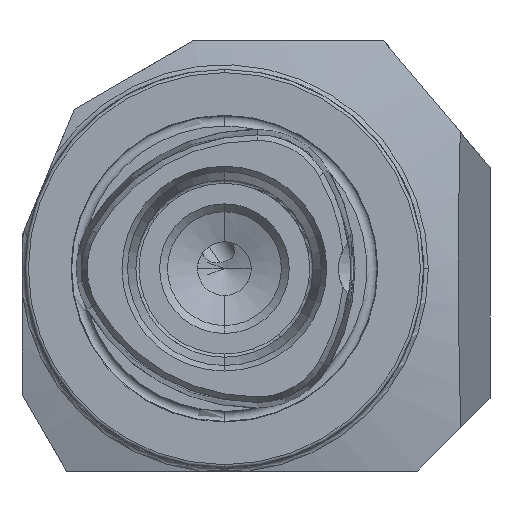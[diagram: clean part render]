
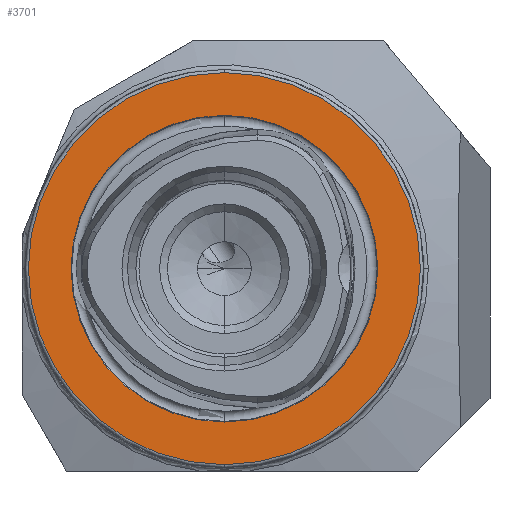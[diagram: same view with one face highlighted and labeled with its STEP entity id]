
A CAD part, left-side view. The second image highlights one B-rep face of the part: STEP entity #3701.
In plain terms, the highlighted planar face has unit normal (-1, 0, 0).
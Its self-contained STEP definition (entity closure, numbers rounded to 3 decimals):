
#3111 = EDGE_LOOP ( 'NONE', ( #33861, #11703 ) ) ;
#3701 = ADVANCED_FACE ( 'NONE', ( #21097, #37052 ), #29155, .F. ) ;
#5952 = CIRCLE ( 'NONE', #33564, 31. ) ;
#7790 = VERTEX_POINT ( 'NONE', #30768 ) ;
#8241 = CIRCLE ( 'NONE', #13475, 24.25 ) ;
#9393 = DIRECTION ( 'NONE',  ( -1., 0., 0. ) ) ;
#9576 = CARTESIAN_POINT ( 'NONE',  ( 0., 24.25, 0. ) ) ;
#10908 = DIRECTION ( 'NONE',  ( -1., 0., 0. ) ) ;
#11463 = EDGE_CURVE ( 'NONE', #24423, #12412, #5952, .T. ) ;
#11703 = ORIENTED_EDGE ( 'NONE', *, *, #11463, .T. ) ;
#12412 = VERTEX_POINT ( 'NONE', #16868 ) ;
#12560 = DIRECTION ( 'NONE',  ( 1., 0., 0. ) ) ;
#13205 = DIRECTION ( 'NONE',  ( -1., 0., 0. ) ) ;
#13475 = AXIS2_PLACEMENT_3D ( 'NONE', #31147, #13205, #34180 ) ;
#13758 = EDGE_CURVE ( 'NONE', #7790, #27211, #24089, .T. ) ;
#14673 = CARTESIAN_POINT ( 'NONE',  ( 0., 0., 0. ) ) ;
#14860 = EDGE_LOOP ( 'NONE', ( #33343, #33476 ) ) ;
#16868 = CARTESIAN_POINT ( 'NONE',  ( 0., 0., 31. ) ) ;
#17668 = DIRECTION ( 'NONE',  ( 0., 0., 1. ) ) ;
#21097 = FACE_BOUND ( 'NONE', #14860, .T. ) ;
#21374 = EDGE_CURVE ( 'NONE', #27211, #7790, #8241, .T. ) ;
#23413 = CARTESIAN_POINT ( 'NONE',  ( 0., 0., -31. ) ) ;
#24089 = CIRCLE ( 'NONE', #27086, 24.25 ) ;
#24303 = AXIS2_PLACEMENT_3D ( 'NONE', #27331, #9393, #30338 ) ;
#24423 = VERTEX_POINT ( 'NONE', #23413 ) ;
#24686 = EDGE_CURVE ( 'NONE', #12412, #24423, #36695, .T. ) ;
#27086 = AXIS2_PLACEMENT_3D ( 'NONE', #14673, #35639, #17668 ) ;
#27211 = VERTEX_POINT ( 'NONE', #37675 ) ;
#27331 = CARTESIAN_POINT ( 'NONE',  ( 0., 0., 0. ) ) ;
#28833 = CARTESIAN_POINT ( 'NONE',  ( 0., 0., 0. ) ) ;
#29155 = PLANE ( 'NONE',  #33851 ) ;
#30338 = DIRECTION ( 'NONE',  ( 0., 0., 1. ) ) ;
#30768 = CARTESIAN_POINT ( 'NONE',  ( 0., 0., 24.25 ) ) ;
#31147 = CARTESIAN_POINT ( 'NONE',  ( 0., 0., 0. ) ) ;
#31849 = DIRECTION ( 'NONE',  ( 0., 0., 1. ) ) ;
#33343 = ORIENTED_EDGE ( 'NONE', *, *, #13758, .F. ) ;
#33476 = ORIENTED_EDGE ( 'NONE', *, *, #21374, .F. ) ;
#33531 = DIRECTION ( 'NONE',  ( 0., 0., -1. ) ) ;
#33564 = AXIS2_PLACEMENT_3D ( 'NONE', #28833, #10908, #31849 ) ;
#33851 = AXIS2_PLACEMENT_3D ( 'NONE', #9576, #12560, #33531 ) ;
#33861 = ORIENTED_EDGE ( 'NONE', *, *, #24686, .T. ) ;
#34180 = DIRECTION ( 'NONE',  ( 0., 0., 1. ) ) ;
#35639 = DIRECTION ( 'NONE',  ( -1., 0., 0. ) ) ;
#36695 = CIRCLE ( 'NONE', #24303, 31. ) ;
#37052 = FACE_OUTER_BOUND ( 'NONE', #3111, .T. ) ;
#37675 = CARTESIAN_POINT ( 'NONE',  ( 0., 0., -24.25 ) ) ;
